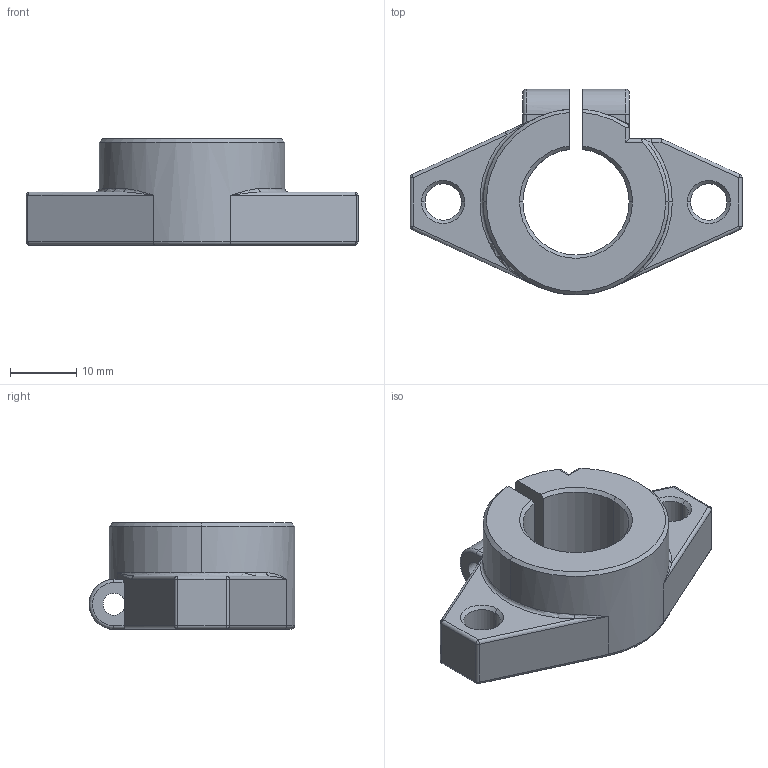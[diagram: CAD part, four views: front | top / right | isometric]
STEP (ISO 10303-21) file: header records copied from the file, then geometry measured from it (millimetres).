
FILE_DESCRIPTION (( 'STEP AP203' ), '1' );
FILE_NAME ('Shaft support SHF16.STEP', '2016-06-16T14:55:15', ( 'User' ), ( '' ), 'SwSTEP 2.0', 'SolidWorks 2015', '' );
FILE_SCHEMA (( 'CONFIG_CONTROL_DESIGN' ));
Length unit declared in the file: millimetre
Products named in the file (1): Shaft support SHF16
Bounding box: 50 x 31 x 16 mm (x, y, z)
Volume: 8847.3 mm3; surface area: 4458.5 mm2
Topology: 1 solids, 1 shells, 105 faces, 253 edges, 144 vertices
Faces by surface type: cylinder 46, cone 20, plane 19, sphere 10, torus 6, bspline 4
Entity records: 3231 total; most frequent: CARTESIAN_POINT 740, DIRECTION 532, ORIENTED_EDGE 496, EDGE_CURVE 248, AXIS2_PLACEMENT_3D 212, VERTEX_POINT 144, EDGE_LOOP 112, CIRCLE 110
